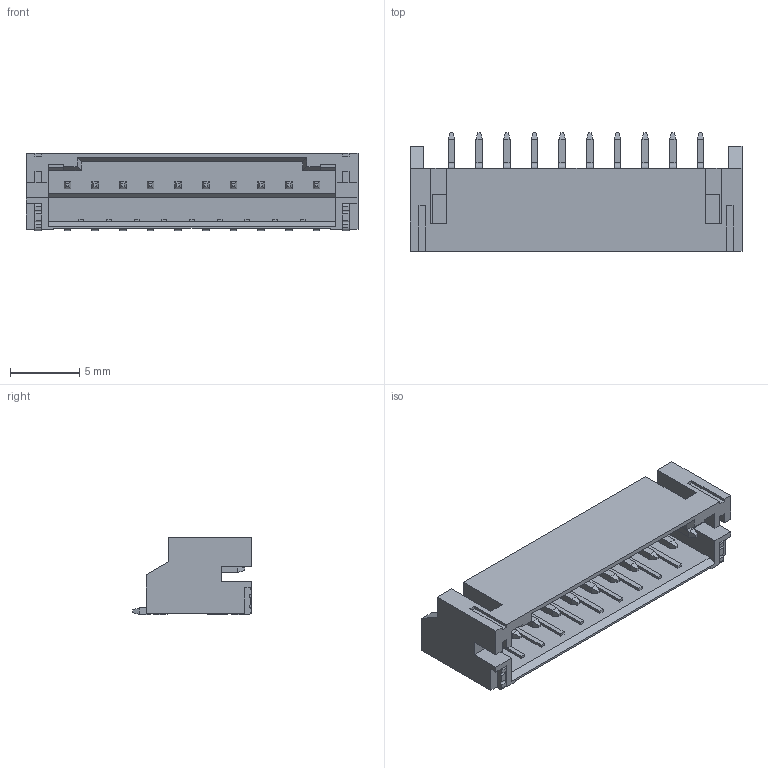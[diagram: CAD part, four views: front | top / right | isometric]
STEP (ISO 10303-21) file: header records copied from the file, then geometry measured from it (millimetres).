
FILE_DESCRIPTION(/* description */ ('Unknown'),/* implementation_level */ '2;1');
FILE_NAME(/* name */ 'J_Wurth_WR-WTB_620110131822',/* time_stamp */ '2025-05-26T10:32:13+08:00',/* author */ ('Unknown'),/* organization */ ('Unknown'),/* preprocessor_version */ 'ST-DEVELOPER v19.4',/* originating_system */ 'Solid Edge',/* authorisation */ 'Unknown');
FILE_SCHEMA (('AUTOMOTIVE_DESIGN {1 0 10303 214 3 1 1}'));
Length unit declared in the file: millimetre
Products named in the file (2): J_Wurth_WR-WTB_620110131822
Assembly tree (1 placements, depth 2):
  J_Wurth_WR-WTB_620110131822
    J_Wurth_WR-WTB_620110131822
Bounding box: 24 x 8.6 x 5.58 mm (x, y, z)
Volume: 384.5 mm3; surface area: 1070.7 mm2
Topology: 1 solids, 3 shells, 493 faces, 1298 edges, 818 vertices
Faces by surface type: plane 419, cylinder 74
Entity records: 18392 total; most frequent: CARTESIAN_POINT 2611, ORIENTED_EDGE 2596, DIRECTION 2486, EDGE_CURVE 1298, LINE 1100, VECTOR 1100, VERTEX_POINT 818, AXIS2_PLACEMENT_3D 693
